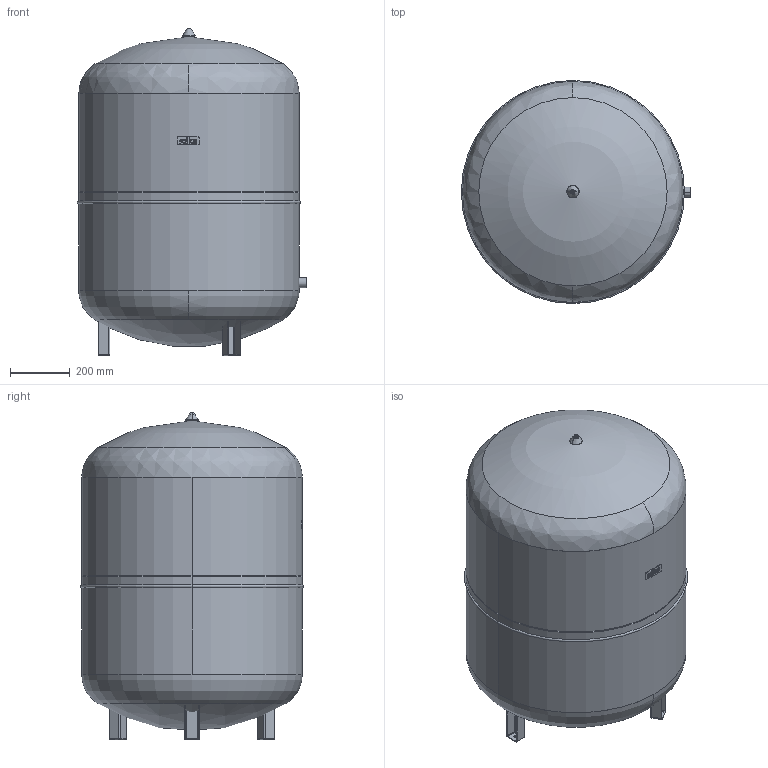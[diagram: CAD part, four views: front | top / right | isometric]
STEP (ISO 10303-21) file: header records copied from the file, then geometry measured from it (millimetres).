
FILE_DESCRIPTION((''),'2;1');
FILE_NAME('3d_S400_10bar_red-7219000.stp','2009-12-30T07:30:57',(''),(''),'Mechanical Desktop 2008','Mechanical Desktop 2008',', , ');
FILE_SCHEMA(('CONFIG_CONTROL_DESIGN'));
Length unit declared in the file: millimetre
Products named in the file (1): Product
Bounding box: 769.4 x 748.8 x 1098.75 mm (x, y, z)
Volume: 391628915 mm3; surface area: 4598700.4 mm2
Topology: 16 solids, 16 shells, 248 faces, 560 edges, 336 vertices
Faces by surface type: plane 100, cylinder 91, torus 24, bspline 16, cone 10, sphere 7
Entity records: 7383 total; most frequent: CARTESIAN_POINT 1670, DIRECTION 1270, ORIENTED_EDGE 1096, EDGE_CURVE 548, AXIS2_PLACEMENT_3D 489, VERTEX_POINT 336, VECTOR 292, LINE 292
